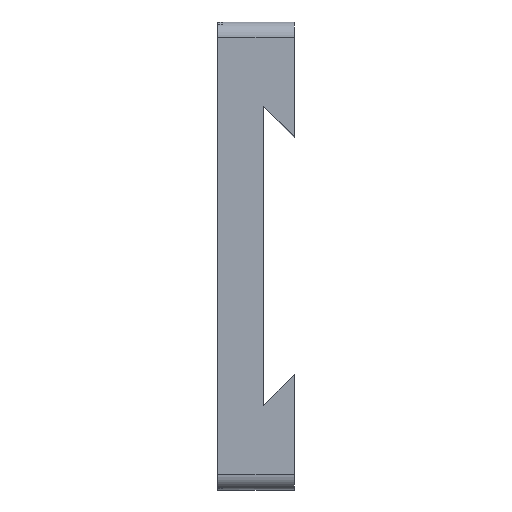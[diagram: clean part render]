
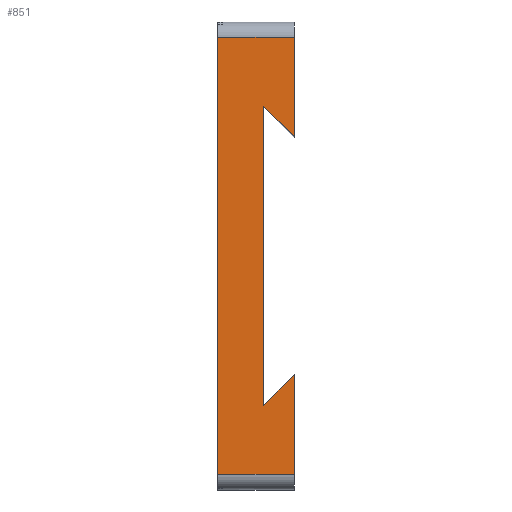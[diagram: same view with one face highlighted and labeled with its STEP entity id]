
A CAD part, top view. The second image highlights one B-rep face of the part: STEP entity #851.
In plain terms, the highlighted planar face has unit normal (0, 0, 1).
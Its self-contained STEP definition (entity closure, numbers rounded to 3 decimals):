
#32 = PLANE('',#33);
#33 = AXIS2_PLACEMENT_3D('',#34,#35,#36);
#34 = CARTESIAN_POINT('',(4.,0.,0.));
#35 = DIRECTION('',(-1.,0.,0.));
#36 = DIRECTION('',(0.,1.,0.));
#57 = VERTEX_POINT('',#58);
#58 = CARTESIAN_POINT('',(4.,2.,28.));
#73 = CYLINDRICAL_SURFACE('',#74,2.);
#74 = AXIS2_PLACEMENT_3D('',#75,#76,#77);
#75 = CARTESIAN_POINT('',(-6.,2.,26.));
#76 = DIRECTION('',(1.,0.,0.));
#77 = DIRECTION('',(0.,-1.,0.));
#85 = EDGE_CURVE('',#57,#86,#88,.T.);
#86 = VERTEX_POINT('',#87);
#87 = CARTESIAN_POINT('',(4.,15.,28.));
#88 = SURFACE_CURVE('',#89,(#93,#100),.PCURVE_S1.);
#89 = LINE('',#90,#91);
#90 = CARTESIAN_POINT('',(4.,0.,28.));
#91 = VECTOR('',#92,1.);
#92 = DIRECTION('',(0.,1.,0.));
#93 = PCURVE('',#32,#94);
#94 = DEFINITIONAL_REPRESENTATION('',(#95),#99);
#95 = LINE('',#96,#97);
#96 = CARTESIAN_POINT('',(0.,-28.));
#97 = VECTOR('',#98,1.);
#98 = DIRECTION('',(1.,0.));
#99 = ( GEOMETRIC_REPRESENTATION_CONTEXT(2) 
PARAMETRIC_REPRESENTATION_CONTEXT() REPRESENTATION_CONTEXT('2D SPACE',''
  ) );
#100 = PCURVE('',#101,#106);
#101 = PLANE('',#102);
#102 = AXIS2_PLACEMENT_3D('',#103,#104,#105);
#103 = CARTESIAN_POINT('',(-1.509,30.5,28.));
#104 = DIRECTION('',(0.,0.,1.));
#105 = DIRECTION('',(1.,0.,0.));
#106 = DEFINITIONAL_REPRESENTATION('',(#107),#111);
#107 = LINE('',#108,#109);
#108 = CARTESIAN_POINT('',(5.509,-30.5));
#109 = VECTOR('',#110,1.);
#110 = DIRECTION('',(0.,1.));
#111 = ( GEOMETRIC_REPRESENTATION_CONTEXT(2) 
PARAMETRIC_REPRESENTATION_CONTEXT() REPRESENTATION_CONTEXT('2D SPACE',''
  ) );
#129 = PLANE('',#130);
#130 = AXIS2_PLACEMENT_3D('',#131,#132,#133);
#131 = CARTESIAN_POINT('',(4.,15.,0.));
#132 = DIRECTION('',(0.707,-0.707,0.));
#133 = DIRECTION('',(-0.707,-0.707,0.));
#242 = PLANE('',#243);
#243 = AXIS2_PLACEMENT_3D('',#244,#245,#246);
#244 = CARTESIAN_POINT('',(-6.,61.,0.));
#245 = DIRECTION('',(1.,0.,0.));
#246 = DIRECTION('',(0.,-1.,0.));
#642 = VERTEX_POINT('',#643);
#643 = CARTESIAN_POINT('',(-6.,2.,28.));
#669 = EDGE_CURVE('',#642,#57,#670,.T.);
#670 = SURFACE_CURVE('',#671,(#675,#682),.PCURVE_S1.);
#671 = LINE('',#672,#673);
#672 = CARTESIAN_POINT('',(-6.,2.,28.));
#673 = VECTOR('',#674,1.);
#674 = DIRECTION('',(1.,0.,0.));
#675 = PCURVE('',#73,#676);
#676 = DEFINITIONAL_REPRESENTATION('',(#677),#681);
#677 = LINE('',#678,#679);
#678 = CARTESIAN_POINT('',(-1.571,0.));
#679 = VECTOR('',#680,1.);
#680 = DIRECTION('',(-0.,1.));
#681 = ( GEOMETRIC_REPRESENTATION_CONTEXT(2) 
PARAMETRIC_REPRESENTATION_CONTEXT() REPRESENTATION_CONTEXT('2D SPACE',''
  ) );
#682 = PCURVE('',#101,#683);
#683 = DEFINITIONAL_REPRESENTATION('',(#684),#688);
#684 = LINE('',#685,#686);
#685 = CARTESIAN_POINT('',(-4.491,-28.5));
#686 = VECTOR('',#687,1.);
#687 = DIRECTION('',(1.,0.));
#688 = ( GEOMETRIC_REPRESENTATION_CONTEXT(2) 
PARAMETRIC_REPRESENTATION_CONTEXT() REPRESENTATION_CONTEXT('2D SPACE',''
  ) );
#734 = PLANE('',#735);
#735 = AXIS2_PLACEMENT_3D('',#736,#737,#738);
#736 = CARTESIAN_POINT('',(0.,11.,0.));
#737 = DIRECTION('',(-1.,0.,0.));
#738 = DIRECTION('',(0.,1.,0.));
#762 = PLANE('',#763);
#763 = AXIS2_PLACEMENT_3D('',#764,#765,#766);
#764 = CARTESIAN_POINT('',(0.,50.,0.));
#765 = DIRECTION('',(0.707,0.707,0.));
#766 = DIRECTION('',(0.707,-0.707,0.));
#790 = PLANE('',#791);
#791 = AXIS2_PLACEMENT_3D('',#792,#793,#794);
#792 = CARTESIAN_POINT('',(4.,46.,0.));
#793 = DIRECTION('',(-1.,0.,0.));
#794 = DIRECTION('',(0.,1.,0.));
#851 = ADVANCED_FACE('',(#852),#101,.T.);
#852 = FACE_BOUND('',#853,.T.);
#853 = EDGE_LOOP('',(#854,#855,#878,#901,#924,#947,#975,#996));
#854 = ORIENTED_EDGE('',*,*,#85,.T.);
#855 = ORIENTED_EDGE('',*,*,#856,.T.);
#856 = EDGE_CURVE('',#86,#857,#859,.T.);
#857 = VERTEX_POINT('',#858);
#858 = CARTESIAN_POINT('',(0.,11.,28.));
#859 = SURFACE_CURVE('',#860,(#864,#871),.PCURVE_S1.);
#860 = LINE('',#861,#862);
#861 = CARTESIAN_POINT('',(4.,15.,28.));
#862 = VECTOR('',#863,1.);
#863 = DIRECTION('',(-0.707,-0.707,0.));
#864 = PCURVE('',#101,#865);
#865 = DEFINITIONAL_REPRESENTATION('',(#866),#870);
#866 = LINE('',#867,#868);
#867 = CARTESIAN_POINT('',(5.509,-15.5));
#868 = VECTOR('',#869,1.);
#869 = DIRECTION('',(-0.707,-0.707));
#870 = ( GEOMETRIC_REPRESENTATION_CONTEXT(2) 
PARAMETRIC_REPRESENTATION_CONTEXT() REPRESENTATION_CONTEXT('2D SPACE',''
  ) );
#871 = PCURVE('',#129,#872);
#872 = DEFINITIONAL_REPRESENTATION('',(#873),#877);
#873 = LINE('',#874,#875);
#874 = CARTESIAN_POINT('',(0.,-28.));
#875 = VECTOR('',#876,1.);
#876 = DIRECTION('',(1.,0.));
#877 = ( GEOMETRIC_REPRESENTATION_CONTEXT(2) 
PARAMETRIC_REPRESENTATION_CONTEXT() REPRESENTATION_CONTEXT('2D SPACE',''
  ) );
#878 = ORIENTED_EDGE('',*,*,#879,.T.);
#879 = EDGE_CURVE('',#857,#880,#882,.T.);
#880 = VERTEX_POINT('',#881);
#881 = CARTESIAN_POINT('',(0.,50.,28.));
#882 = SURFACE_CURVE('',#883,(#887,#894),.PCURVE_S1.);
#883 = LINE('',#884,#885);
#884 = CARTESIAN_POINT('',(0.,11.,28.));
#885 = VECTOR('',#886,1.);
#886 = DIRECTION('',(0.,1.,0.));
#887 = PCURVE('',#101,#888);
#888 = DEFINITIONAL_REPRESENTATION('',(#889),#893);
#889 = LINE('',#890,#891);
#890 = CARTESIAN_POINT('',(1.509,-19.5));
#891 = VECTOR('',#892,1.);
#892 = DIRECTION('',(0.,1.));
#893 = ( GEOMETRIC_REPRESENTATION_CONTEXT(2) 
PARAMETRIC_REPRESENTATION_CONTEXT() REPRESENTATION_CONTEXT('2D SPACE',''
  ) );
#894 = PCURVE('',#734,#895);
#895 = DEFINITIONAL_REPRESENTATION('',(#896),#900);
#896 = LINE('',#897,#898);
#897 = CARTESIAN_POINT('',(0.,-28.));
#898 = VECTOR('',#899,1.);
#899 = DIRECTION('',(1.,0.));
#900 = ( GEOMETRIC_REPRESENTATION_CONTEXT(2) 
PARAMETRIC_REPRESENTATION_CONTEXT() REPRESENTATION_CONTEXT('2D SPACE',''
  ) );
#901 = ORIENTED_EDGE('',*,*,#902,.T.);
#902 = EDGE_CURVE('',#880,#903,#905,.T.);
#903 = VERTEX_POINT('',#904);
#904 = CARTESIAN_POINT('',(4.,46.,28.));
#905 = SURFACE_CURVE('',#906,(#910,#917),.PCURVE_S1.);
#906 = LINE('',#907,#908);
#907 = CARTESIAN_POINT('',(0.,50.,28.));
#908 = VECTOR('',#909,1.);
#909 = DIRECTION('',(0.707,-0.707,0.));
#910 = PCURVE('',#101,#911);
#911 = DEFINITIONAL_REPRESENTATION('',(#912),#916);
#912 = LINE('',#913,#914);
#913 = CARTESIAN_POINT('',(1.509,19.5));
#914 = VECTOR('',#915,1.);
#915 = DIRECTION('',(0.707,-0.707));
#916 = ( GEOMETRIC_REPRESENTATION_CONTEXT(2) 
PARAMETRIC_REPRESENTATION_CONTEXT() REPRESENTATION_CONTEXT('2D SPACE',''
  ) );
#917 = PCURVE('',#762,#918);
#918 = DEFINITIONAL_REPRESENTATION('',(#919),#923);
#919 = LINE('',#920,#921);
#920 = CARTESIAN_POINT('',(0.,-28.));
#921 = VECTOR('',#922,1.);
#922 = DIRECTION('',(1.,0.));
#923 = ( GEOMETRIC_REPRESENTATION_CONTEXT(2) 
PARAMETRIC_REPRESENTATION_CONTEXT() REPRESENTATION_CONTEXT('2D SPACE',''
  ) );
#924 = ORIENTED_EDGE('',*,*,#925,.T.);
#925 = EDGE_CURVE('',#903,#926,#928,.T.);
#926 = VERTEX_POINT('',#927);
#927 = CARTESIAN_POINT('',(4.,59.,28.));
#928 = SURFACE_CURVE('',#929,(#933,#940),.PCURVE_S1.);
#929 = LINE('',#930,#931);
#930 = CARTESIAN_POINT('',(4.,46.,28.));
#931 = VECTOR('',#932,1.);
#932 = DIRECTION('',(0.,1.,0.));
#933 = PCURVE('',#101,#934);
#934 = DEFINITIONAL_REPRESENTATION('',(#935),#939);
#935 = LINE('',#936,#937);
#936 = CARTESIAN_POINT('',(5.509,15.5));
#937 = VECTOR('',#938,1.);
#938 = DIRECTION('',(0.,1.));
#939 = ( GEOMETRIC_REPRESENTATION_CONTEXT(2) 
PARAMETRIC_REPRESENTATION_CONTEXT() REPRESENTATION_CONTEXT('2D SPACE',''
  ) );
#940 = PCURVE('',#790,#941);
#941 = DEFINITIONAL_REPRESENTATION('',(#942),#946);
#942 = LINE('',#943,#944);
#943 = CARTESIAN_POINT('',(0.,-28.));
#944 = VECTOR('',#945,1.);
#945 = DIRECTION('',(1.,0.));
#946 = ( GEOMETRIC_REPRESENTATION_CONTEXT(2) 
PARAMETRIC_REPRESENTATION_CONTEXT() REPRESENTATION_CONTEXT('2D SPACE',''
  ) );
#947 = ORIENTED_EDGE('',*,*,#948,.T.);
#948 = EDGE_CURVE('',#926,#949,#951,.T.);
#949 = VERTEX_POINT('',#950);
#950 = CARTESIAN_POINT('',(-6.,59.,28.));
#951 = SURFACE_CURVE('',#952,(#956,#963),.PCURVE_S1.);
#952 = LINE('',#953,#954);
#953 = CARTESIAN_POINT('',(4.,59.,28.));
#954 = VECTOR('',#955,1.);
#955 = DIRECTION('',(-1.,0.,0.));
#956 = PCURVE('',#101,#957);
#957 = DEFINITIONAL_REPRESENTATION('',(#958),#962);
#958 = LINE('',#959,#960);
#959 = CARTESIAN_POINT('',(5.509,28.5));
#960 = VECTOR('',#961,1.);
#961 = DIRECTION('',(-1.,0.));
#962 = ( GEOMETRIC_REPRESENTATION_CONTEXT(2) 
PARAMETRIC_REPRESENTATION_CONTEXT() REPRESENTATION_CONTEXT('2D SPACE',''
  ) );
#963 = PCURVE('',#964,#969);
#964 = CYLINDRICAL_SURFACE('',#965,2.);
#965 = AXIS2_PLACEMENT_3D('',#966,#967,#968);
#966 = CARTESIAN_POINT('',(4.,59.,26.));
#967 = DIRECTION('',(-1.,0.,0.));
#968 = DIRECTION('',(0.,1.,0.));
#969 = DEFINITIONAL_REPRESENTATION('',(#970),#974);
#970 = LINE('',#971,#972);
#971 = CARTESIAN_POINT('',(-1.571,0.));
#972 = VECTOR('',#973,1.);
#973 = DIRECTION('',(-0.,1.));
#974 = ( GEOMETRIC_REPRESENTATION_CONTEXT(2) 
PARAMETRIC_REPRESENTATION_CONTEXT() REPRESENTATION_CONTEXT('2D SPACE',''
  ) );
#975 = ORIENTED_EDGE('',*,*,#976,.T.);
#976 = EDGE_CURVE('',#949,#642,#977,.T.);
#977 = SURFACE_CURVE('',#978,(#982,#989),.PCURVE_S1.);
#978 = LINE('',#979,#980);
#979 = CARTESIAN_POINT('',(-6.,61.,28.));
#980 = VECTOR('',#981,1.);
#981 = DIRECTION('',(0.,-1.,0.));
#982 = PCURVE('',#101,#983);
#983 = DEFINITIONAL_REPRESENTATION('',(#984),#988);
#984 = LINE('',#985,#986);
#985 = CARTESIAN_POINT('',(-4.491,30.5));
#986 = VECTOR('',#987,1.);
#987 = DIRECTION('',(0.,-1.));
#988 = ( GEOMETRIC_REPRESENTATION_CONTEXT(2) 
PARAMETRIC_REPRESENTATION_CONTEXT() REPRESENTATION_CONTEXT('2D SPACE',''
  ) );
#989 = PCURVE('',#242,#990);
#990 = DEFINITIONAL_REPRESENTATION('',(#991),#995);
#991 = LINE('',#992,#993);
#992 = CARTESIAN_POINT('',(0.,-28.));
#993 = VECTOR('',#994,1.);
#994 = DIRECTION('',(1.,0.));
#995 = ( GEOMETRIC_REPRESENTATION_CONTEXT(2) 
PARAMETRIC_REPRESENTATION_CONTEXT() REPRESENTATION_CONTEXT('2D SPACE',''
  ) );
#996 = ORIENTED_EDGE('',*,*,#669,.T.);
